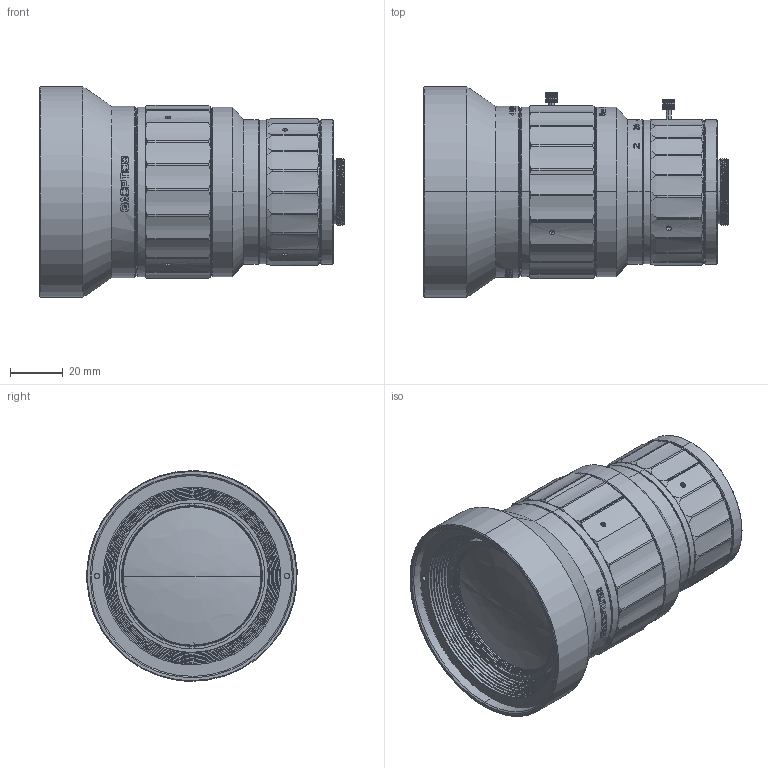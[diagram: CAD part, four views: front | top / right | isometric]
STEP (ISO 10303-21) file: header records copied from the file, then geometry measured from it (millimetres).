
FILE_DESCRIPTION (( 'STEP AP203' ), '1' );
FILE_NAME ('600035.STEP', '2020-12-30T10:57:22', ( '' ), ( '' ), 'SwSTEP 2.0', 'SolidWorks 2019', '' );
FILE_SCHEMA (( 'CONFIG_CONTROL_DESIGN' ));
Products named in the file (1): 600035
Bounding box: 115.71 x 79.87 x 80 mm (x, y, z)
Surface area: 106768.2 mm2 (no closed solid volume)
Topology: 0 solids, 19 shells, 1952 faces, 5304 edges, 3534 vertices
Faces by surface type: bspline 1952
Entity records: 87609 total; most frequent: CARTESIAN_POINT 55988, ORIENTED_EDGE 10614, EDGE_CURVE 5315, B_SPLINE_CURVE_WITH_KNOTS 4498, VERTEX_POINT 3542, EDGE_LOOP 2135, FACE_OUTER_BOUND 1953, ADVANCED_FACE 1949
